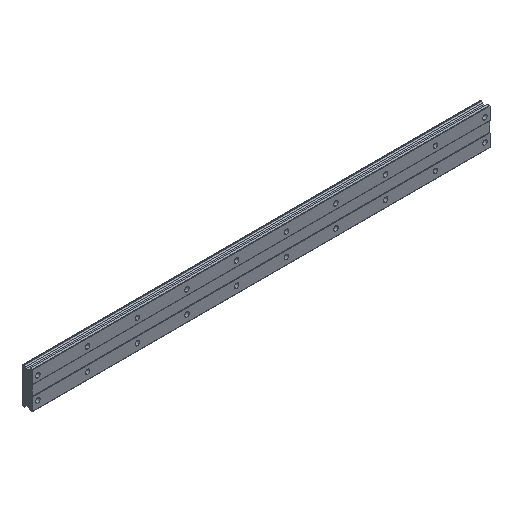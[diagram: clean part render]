
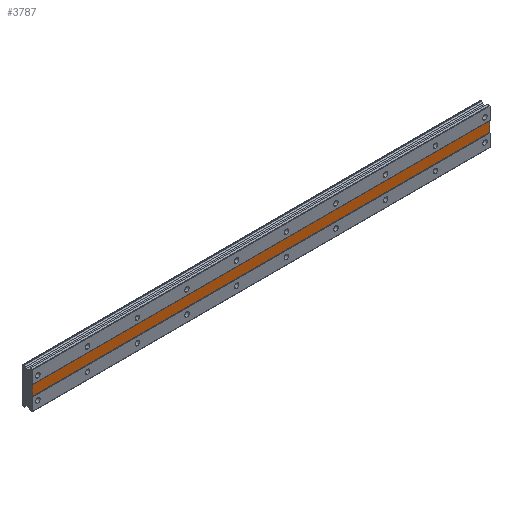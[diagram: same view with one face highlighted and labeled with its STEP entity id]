
A CAD part, isometric view. The second image highlights one B-rep face of the part: STEP entity #3787.
In plain terms, the highlighted planar face has unit normal (0, -1, 0).
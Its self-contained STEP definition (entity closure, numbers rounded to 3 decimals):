
#8 = CARTESIAN_POINT ( 'NONE',  ( 455., 0.5, 18.34 ) ) ;
#30 = VECTOR ( 'NONE', #3586, 1000. ) ;
#300 = CARTESIAN_POINT ( 'NONE',  ( 455., 0.5, -5. ) ) ;
#361 = CARTESIAN_POINT ( 'NONE',  ( 455., 0.5, 5. ) ) ;
#454 = CARTESIAN_POINT ( 'NONE',  ( 455., 0.5, 5. ) ) ;
#472 = VERTEX_POINT ( 'NONE', #811 ) ;
#473 = CARTESIAN_POINT ( 'NONE',  ( -5., 0.5, -5. ) ) ;
#708 = VECTOR ( 'NONE', #1573, 1000. ) ;
#811 = CARTESIAN_POINT ( 'NONE',  ( -5., 0.5, 5. ) ) ;
#839 = LINE ( 'NONE', #454, #2208 ) ;
#892 = ORIENTED_EDGE ( 'NONE', *, *, #3188, .F. ) ;
#901 = DIRECTION ( 'NONE',  ( 0., 0., -1. ) ) ;
#1197 = AXIS2_PLACEMENT_3D ( 'NONE', #2552, #3467, #2832 ) ;
#1294 = EDGE_CURVE ( 'NONE', #3345, #472, #839, .T. ) ;
#1295 = LINE ( 'NONE', #8, #708 ) ;
#1318 = VERTEX_POINT ( 'NONE', #473 ) ;
#1394 = ORIENTED_EDGE ( 'NONE', *, *, #3532, .F. ) ;
#1573 = DIRECTION ( 'NONE',  ( 0., 0., -1. ) ) ;
#1736 = VECTOR ( 'NONE', #901, 1000. ) ;
#1767 = DIRECTION ( 'NONE',  ( -1., 0., 0. ) ) ;
#2208 = VECTOR ( 'NONE', #1767, 1000. ) ;
#2418 = ORIENTED_EDGE ( 'NONE', *, *, #1294, .T. ) ;
#2552 = CARTESIAN_POINT ( 'NONE',  ( 455., 0.5, 5. ) ) ;
#2605 = LINE ( 'NONE', #300, #30 ) ;
#2832 = DIRECTION ( 'NONE',  ( 0., 0., 1. ) ) ;
#2868 = LINE ( 'NONE', #4105, #1736 ) ;
#3137 = VERTEX_POINT ( 'NONE', #4219 ) ;
#3163 = PLANE ( 'NONE',  #1197 ) ;
#3188 = EDGE_CURVE ( 'NONE', #3345, #3137, #1295, .T. ) ;
#3345 = VERTEX_POINT ( 'NONE', #361 ) ;
#3467 = DIRECTION ( 'NONE',  ( 0., 1., 0. ) ) ;
#3532 = EDGE_CURVE ( 'NONE', #3137, #1318, #2605, .T. ) ;
#3543 = EDGE_LOOP ( 'NONE', ( #1394, #892, #2418, #3945 ) ) ;
#3586 = DIRECTION ( 'NONE',  ( -1., 0., 0. ) ) ;
#3769 = FACE_OUTER_BOUND ( 'NONE', #3543, .T. ) ;
#3787 = ADVANCED_FACE ( 'NONE', ( #3769 ), #3163, .F. ) ;
#3945 = ORIENTED_EDGE ( 'NONE', *, *, #4148, .T. ) ;
#4105 = CARTESIAN_POINT ( 'NONE',  ( -5., 0.5, 18.34 ) ) ;
#4148 = EDGE_CURVE ( 'NONE', #472, #1318, #2868, .T. ) ;
#4219 = CARTESIAN_POINT ( 'NONE',  ( 455., 0.5, -5. ) ) ;
